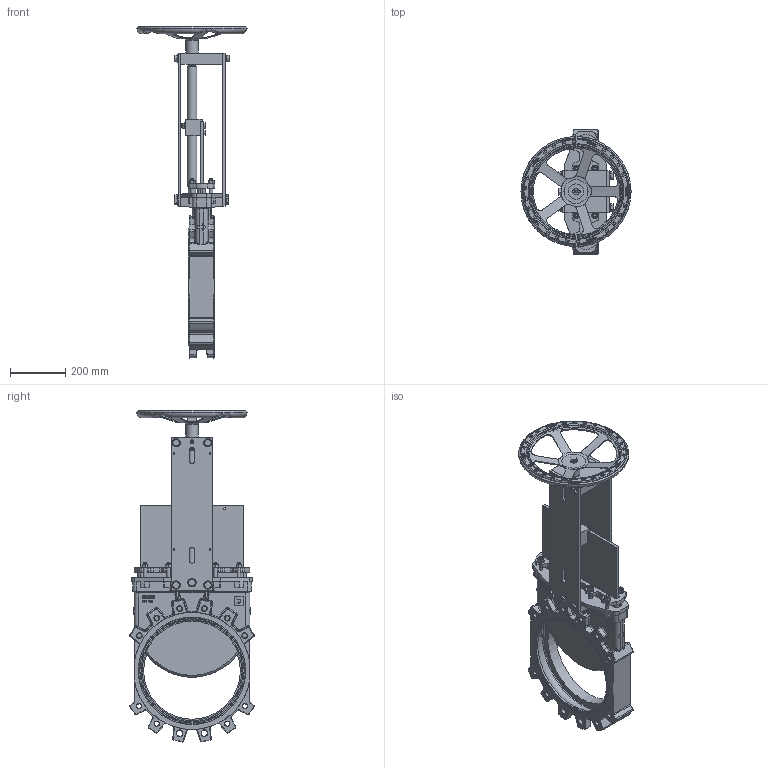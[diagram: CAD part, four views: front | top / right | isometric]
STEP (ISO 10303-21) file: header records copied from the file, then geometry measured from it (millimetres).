
FILE_DESCRIPTION(/* description */ (''),/* implementation_level */ '2;1');
FILE_NAME(/* name */ 'WGM16N-DN350_105793.step',/* time_stamp */ '2025-06-30T10:47:27+02:00',/* author */ (''),/* organization */ (''),/* preprocessor_version */ 'ST-DEVELOPER v20.1',/* originating_system */ 'Autodesk Translation Framework v14.10.0.0',/* authorisation */ '');
FILE_SCHEMA (('AUTOMOTIVE_DESIGN { 1 0 10303 214 3 1 1 }'));
Products named in the file (20): WGM16N-DN350_105793; WGS-BO-GG-SOF-350-K; WGS-GL-GG-350; WGS-BR-CS-F-350; WGS-BR-CS-B-350; WGS-ST-MW-350; WGS-KN-XXX-350; WGS-PL-MW-CS-400; WGS-SN-350; WGS-WA-R-162x116x110; local.DIN.19.638.10; local.DIN.126.17.8; local.DIN.162.310.8; local.DIN.19.278.10; local.DIN.76.66.8; local.DIN.162.250.8; local.DIN.126.15.8; local.DIN.19.233.10; local.DIN.19.220.10; WGS-MW-400
Assembly tree (64 placements, depth 2):
  WGM16N-DN350_105793
    WGS-BO-GG-SOF-350-K
    WGS-GL-GG-350
    WGS-BR-CS-F-350
    WGS-BR-CS-B-350
    WGS-ST-MW-350
    WGS-KN-XXX-350
    WGS-PL-MW-CS-400
    WGS-SN-350
    WGS-WA-R-162x116x110
    local.DIN.19.638.10  x2
    local.DIN.126.17.8  x2
    local.DIN.162.310.8  x10
    local.DIN.19.278.10  x6
    local.DIN.76.66.8  x8
    local.DIN.126.15.8  x10
    local.DIN.162.250.8  x13
    local.DIN.19.233.10  x2
    local.DIN.19.220.10
    WGS-MW-400
Bounding box: 398.92 x 450.43 x 1203.03 mm (x, y, z)
Volume: 15033903.1 mm3; surface area: 2323610.3 mm2
Topology: 64 solids, 64 shells, 2508 faces, 6112 edges, 3872 vertices
Faces by surface type: plane 1108, cylinder 609, bspline 312, cone 266, torus 213
Full cylindrical faces by diameter (mm): 4.917 x1, 6.25 x8, 6.5 x1, 8.376 x1, 10.106 x19, 11.053 x3, 11.6 x2, 12 x11, 12.5 x8, 13 x13, 13.835 x8, 14 x1, 14.917 x8, 16 x8, 16.2 x2, 16.25 x12, 17 x10, 17.2 x3, 17.294 x16, 22 x12, 24 x14, 26 x1, 26.8 x1, 28 x1, 30 x11, 35 x1, 36 x1, 42.587 x1, 44.5 x1, 45 x1
Entity records: 74960 total; most frequent: CARTESIAN_POINT 25124, ORIENTED_EDGE 10506, DIRECTION 9670, EDGE_CURVE 5253, AXIS2_PLACEMENT_3D 3422, VERTEX_POINT 3353, LINE 2826, VECTOR 2826
